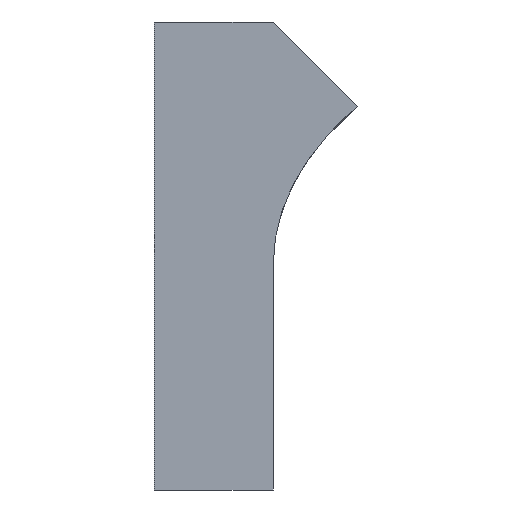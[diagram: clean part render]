
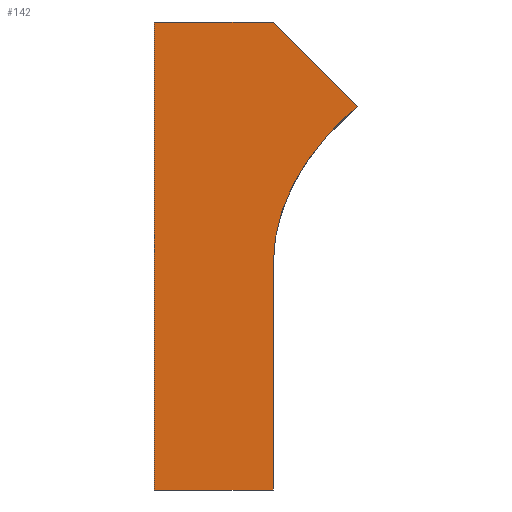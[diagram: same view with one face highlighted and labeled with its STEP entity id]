
A CAD part, front view. The second image highlights one B-rep face of the part: STEP entity #142.
In plain terms, the highlighted planar face has unit normal (0, -1, 0).
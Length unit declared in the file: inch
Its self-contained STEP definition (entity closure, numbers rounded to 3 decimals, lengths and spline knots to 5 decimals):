
#17=ELLIPSE('',#164,24.5625,14.125);
#21=FACE_OUTER_BOUND('',#29,.T.);
#29=EDGE_LOOP('',(#110,#111,#112,#113,#114,#115));
#35=LINE('',#212,#51);
#43=LINE('',#237,#59);
#44=LINE('',#239,#60);
#45=LINE('',#241,#61);
#46=LINE('',#242,#62);
#51=VECTOR('',#175,0.3937);
#59=VECTOR('',#191,0.3937);
#60=VECTOR('',#192,0.3937);
#61=VECTOR('',#193,0.3937);
#62=VECTOR('',#194,0.3937);
#66=VERTEX_POINT('',#208);
#68=VERTEX_POINT('',#211);
#74=VERTEX_POINT('',#232);
#75=VERTEX_POINT('',#236);
#76=VERTEX_POINT('',#238);
#77=VERTEX_POINT('',#240);
#79=EDGE_CURVE('',#68,#66,#35,.T.);
#87=EDGE_CURVE('',#74,#68,#17,.T.);
#89=EDGE_CURVE('',#75,#66,#43,.T.);
#90=EDGE_CURVE('',#76,#75,#44,.T.);
#91=EDGE_CURVE('',#76,#77,#45,.T.);
#92=EDGE_CURVE('',#77,#74,#46,.T.);
#110=ORIENTED_EDGE('',*,*,#79,.T.);
#111=ORIENTED_EDGE('',*,*,#89,.F.);
#112=ORIENTED_EDGE('',*,*,#90,.F.);
#113=ORIENTED_EDGE('',*,*,#91,.T.);
#114=ORIENTED_EDGE('',*,*,#92,.T.);
#115=ORIENTED_EDGE('',*,*,#87,.T.);
#134=PLANE('',#165);
#142=ADVANCED_FACE('',(#21),#134,.F.);
#164=AXIS2_PLACEMENT_3D('',#233,#186,#187);
#165=AXIS2_PLACEMENT_3D('',#235,#189,#190);
#175=DIRECTION('',(-0.707,0.,0.707));
#186=DIRECTION('center_axis',(0.,1.,0.));
#187=DIRECTION('ref_axis',(-1.,0.,0.));
#189=DIRECTION('center_axis',(0.,1.,0.));
#190=DIRECTION('ref_axis',(1.,0.,0.));
#191=DIRECTION('',(1.,0.,0.));
#192=DIRECTION('',(0.,0.,1.));
#193=DIRECTION('',(1.,0.,0.));
#194=DIRECTION('',(0.,0.,1.));
#208=CARTESIAN_POINT('',(6.,0.,23.625));
#211=CARTESIAN_POINT('',(10.25364,0.,19.37136));
#212=CARTESIAN_POINT('',(27.48095,0.,2.14401));
#232=CARTESIAN_POINT('',(6.,0.,11.4266));
#233=CARTESIAN_POINT('Origin',(30.5625,0.,11.4266));
#235=CARTESIAN_POINT('Origin',(30.55375,0.,11.37992));
#236=CARTESIAN_POINT('',(0.,0.,23.625));
#237=CARTESIAN_POINT('',(0.,0.,23.625));
#238=CARTESIAN_POINT('',(0.,0.,0.));
#239=CARTESIAN_POINT('',(0.,0.,0.));
#240=CARTESIAN_POINT('',(6.,0.,0.));
#241=CARTESIAN_POINT('',(0.,0.,0.));
#242=CARTESIAN_POINT('',(6.,0.,0.));
